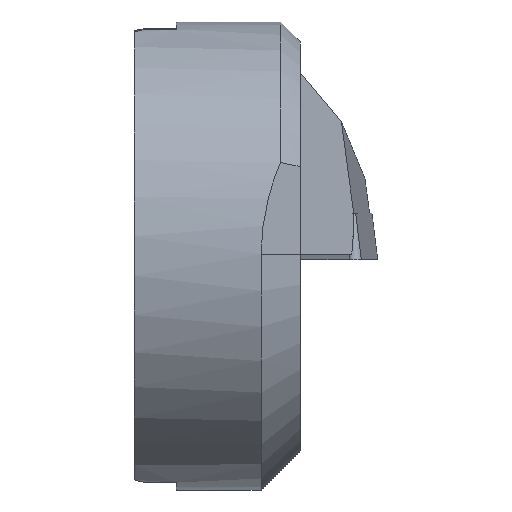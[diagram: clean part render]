
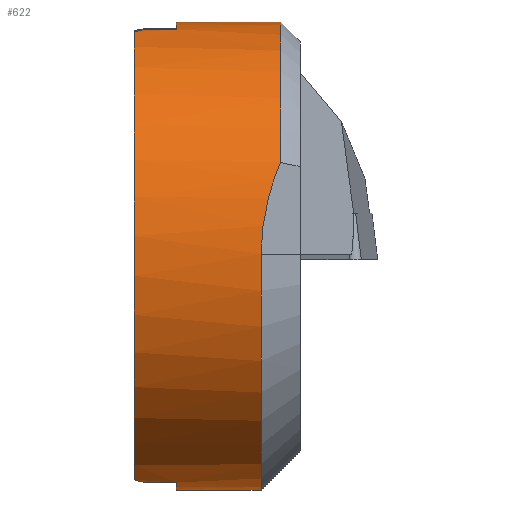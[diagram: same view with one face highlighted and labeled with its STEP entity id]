
A CAD part, left-side view. The second image highlights one B-rep face of the part: STEP entity #622.
In plain terms, the highlighted cylindrical face has radius 12 mm (diameter 24 mm), a partial arc.
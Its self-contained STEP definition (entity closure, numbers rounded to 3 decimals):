
#622=ADVANCED_FACE('NONE',(#1769),#1770,.T.);
#638=VERTEX_POINT('NONE',#1789);
#694=EDGE_CURVE('NONE',#1208,#1590,#1853,.T.);
#710=EDGE_CURVE('NONE',#1352,#1396,#1870,.T.);
#748=EDGE_CURVE('NONE',#1192,#924,#1909,.T.);
#760=EDGE_CURVE('NONE',#924,#1144,#1922,.T.);
#924=VERTEX_POINT('NONE',#2102);
#932=VERTEX_POINT('NONE',#2110);
#964=EDGE_CURVE('NONE',#1208,#1144,#2145,.T.);
#988=VERTEX_POINT('NONE',#2172);
#998=EDGE_CURVE('NONE',#932,#638,#2182,.T.);
#1144=VERTEX_POINT('NONE',#2347);
#1162=VERTEX_POINT('NONE',#2365);
#1192=VERTEX_POINT('NONE',#2395);
#1208=VERTEX_POINT('NONE',#2412);
#1210=EDGE_CURVE('NONE',#1396,#1162,#2414,.T.);
#1272=EDGE_CURVE('NONE',#988,#1192,#2486,.T.);
#1300=EDGE_CURVE('NONE',#1352,#1590,#2514,.T.);
#1352=VERTEX_POINT('NONE',#2572);
#1396=VERTEX_POINT('NONE',#2623);
#1398=VERTEX_POINT('NONE',#2625);
#1426=VERTEX_POINT('NONE',#2656);
#1446=EDGE_CURVE('NONE',#1398,#988,#2677,.T.);
#1500=EDGE_CURVE('NONE',#1162,#1426,#2736,.T.);
#1548=EDGE_CURVE('NONE',#1426,#932,#2787,.T.);
#1590=VERTEX_POINT('NONE',#2837);
#1654=EDGE_CURVE('NONE',#638,#1398,#2908,.T.);
#1769=FACE_OUTER_BOUND('',#3035,.T.);
#1770=CYLINDRICAL_SURFACE('',#3036,12.0);
#1789=CARTESIAN_POINT('',(-3.0,-0.5,11.619));
#1853=CIRCLE('',#3152,12.0);
#1870=(B_SPLINE_CURVE(3,(#3177,#3178,#3179,#3180),.UNSPECIFIED.,.F.,.F.)B_SPLINE_CURVE_WITH_KNOTS((4,4),(0.008,0.411),.UNSPECIFIED.)RATIONAL_B_SPLINE_CURVE((1.0,0.987,0.987,1.0))BOUNDED_CURVE()REPRESENTATION_ITEM('')GEOMETRIC_REPRESENTATION_ITEM()CURVE());
#1909=LINE('',#3240,#3241);
#1922=CIRCLE('',#3259,12.0);
#2102=CARTESIAN_POINT('',(-3.0,-2.15,-11.619));
#2110=CARTESIAN_POINT('',(-3.0,-2.15,11.619));
#2145=LINE('',#3595,#3596);
#2172=CARTESIAN_POINT('',(-3.5,0.,-11.478));
#2182=LINE('',#3642,#3643);
#2347=CARTESIAN_POINT('',(0.,-2.15,-12.0));
#2365=CARTESIAN_POINT('',(0.0,-7.5,12.0));
#2395=CARTESIAN_POINT('',(-3.0,-0.5,-11.619));
#2412=CARTESIAN_POINT('',(0.,-6.5,-12.0));
#2414=CIRCLE('',#3995,12.0);
#2486=(B_SPLINE_CURVE(3,(#4128,#4129,#4130,#4131),.UNSPECIFIED.,.F.,.F.)B_SPLINE_CURVE_WITH_KNOTS((4,4),(1.275,1.318),.UNSPECIFIED.)RATIONAL_B_SPLINE_CURVE((1.0,1.,1.,1.0))BOUNDED_CURVE()REPRESENTATION_ITEM('')GEOMETRIC_REPRESENTATION_ITEM()CURVE());
#2514=LINE('',#4179,#4180);
#2572=CARTESIAN_POINT('',(-12.,-6.5,0.1));
#2623=CARTESIAN_POINT('',(-11.0,-7.5,4.796));
#2625=CARTESIAN_POINT('',(-3.5,0.,11.478));
#2656=CARTESIAN_POINT('',(0.,-2.15,12.0));
#2677=CIRCLE('',#4385,12.0);
#2736=LINE('',#4479,#4480);
#2787=CIRCLE('',#4558,12.0);
#2837=CARTESIAN_POINT('',(-12.,-6.5,0.1));
#2908=(B_SPLINE_CURVE(3,(#4721,#4722,#4723,#4724),.UNSPECIFIED.,.F.,.F.)B_SPLINE_CURVE_WITH_KNOTS((4,4),(4.965,5.008),.UNSPECIFIED.)RATIONAL_B_SPLINE_CURVE((1.0,1.,1.,1.0))BOUNDED_CURVE()REPRESENTATION_ITEM('')GEOMETRIC_REPRESENTATION_ITEM()CURVE());
#3035=EDGE_LOOP('',(#4857,#4858,#4859,#4860,#4861,#4862,#4863,#4864,#4865,#4866,#4867,#4868,#4869));
#3036=AXIS2_PLACEMENT_3D('',#4870,#4871,#4872);
#3152=AXIS2_PLACEMENT_3D('',#4994,#4995,#4996);
#3177=CARTESIAN_POINT('',(-12.,-6.5,0.1));
#3178=CARTESIAN_POINT('',(-11.986,-6.514,1.722));
#3179=CARTESIAN_POINT('',(-11.648,-6.852,3.309));
#3180=CARTESIAN_POINT('',(-11.0,-7.5,4.796));
#3240=CARTESIAN_POINT('',(-3.0,-8.5,-11.619));
#3241=VECTOR('',#5038,1000.0);
#3259=AXIS2_PLACEMENT_3D('',#5054,#5055,#5056);
#3595=CARTESIAN_POINT('',(0.,-8.5,-12.0));
#3596=VECTOR('',#5307,1000.0);
#3642=CARTESIAN_POINT('',(-3.0,-8.5,11.619));
#3643=VECTOR('',#5341,1000.0);
#3995=AXIS2_PLACEMENT_3D('',#5603,#5604,#5605);
#4128=CARTESIAN_POINT('',(-3.5,0.,-11.478));
#4129=CARTESIAN_POINT('',(-3.334,-0.166,-11.529));
#4130=CARTESIAN_POINT('',(-3.168,-0.332,-11.576));
#4131=CARTESIAN_POINT('',(-3.0,-0.5,-11.619));
#4179=CARTESIAN_POINT('',(-12.,-40.0,0.1));
#4180=VECTOR('',#5722,1000.0);
#4385=AXIS2_PLACEMENT_3D('',#5929,#5930,#5931);
#4479=CARTESIAN_POINT('',(0.0,-8.5,12.0));
#4480=VECTOR('',#6005,1000.0);
#4558=AXIS2_PLACEMENT_3D('',#6055,#6056,#6057);
#4721=CARTESIAN_POINT('',(-3.0,-0.5,11.619));
#4722=CARTESIAN_POINT('',(-3.168,-0.332,11.576));
#4723=CARTESIAN_POINT('',(-3.334,-0.166,11.529));
#4724=CARTESIAN_POINT('',(-3.5,0.,11.478));
#4857=ORIENTED_EDGE('',*,*,#964,.F.);
#4858=ORIENTED_EDGE('',*,*,#694,.T.);
#4859=ORIENTED_EDGE('',*,*,#1300,.F.);
#4860=ORIENTED_EDGE('',*,*,#710,.T.);
#4861=ORIENTED_EDGE('',*,*,#1210,.T.);
#4862=ORIENTED_EDGE('',*,*,#1500,.T.);
#4863=ORIENTED_EDGE('',*,*,#1548,.T.);
#4864=ORIENTED_EDGE('',*,*,#998,.T.);
#4865=ORIENTED_EDGE('',*,*,#1654,.T.);
#4866=ORIENTED_EDGE('',*,*,#1446,.T.);
#4867=ORIENTED_EDGE('',*,*,#1272,.T.);
#4868=ORIENTED_EDGE('',*,*,#748,.T.);
#4869=ORIENTED_EDGE('',*,*,#760,.T.);
#4870=CARTESIAN_POINT('',(0.0,-8.5,0.0));
#4871=DIRECTION('',(-0.0,1.0,-0.0));
#4872=DIRECTION('',(0.0,0.0,1.0));
#4994=CARTESIAN_POINT('',(0.0,-6.5,0.0));
#4995=DIRECTION('',(0.0,1.0,0.0));
#4996=DIRECTION('',(0.0,0.0,-1.0));
#5038=DIRECTION('',(0.0,-1.0,0.0));
#5054=CARTESIAN_POINT('',(0.0,-2.15,0.0));
#5055=DIRECTION('',(0.,-1.0,0.0));
#5056=DIRECTION('',(-1.0,0.,0.0));
#5307=DIRECTION('',(-0.0,1.0,0.0));
#5341=DIRECTION('',(-0.0,1.0,0.0));
#5603=CARTESIAN_POINT('',(0.0,-7.5,0.0));
#5604=DIRECTION('',(0.0,1.0,0.0));
#5605=DIRECTION('',(0.,0.0,-1.0));
#5722=DIRECTION('',(-0.0,1.0,0.0));
#5929=CARTESIAN_POINT('',(0.0,0.0,0.0));
#5930=DIRECTION('',(0.0,-1.0,0.0));
#5931=DIRECTION('',(0.0,0.0,-1.0));
#6005=DIRECTION('',(-0.0,1.0,0.0));
#6055=CARTESIAN_POINT('',(0.0,-2.15,0.0));
#6056=DIRECTION('',(0.,-1.0,0.0));
#6057=DIRECTION('',(-1.0,0.,0.0));
